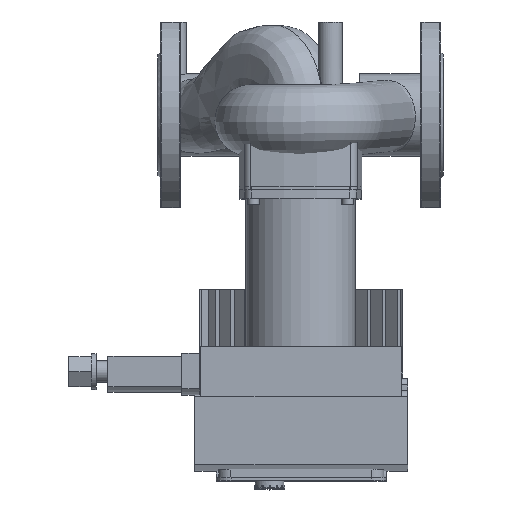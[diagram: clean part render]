
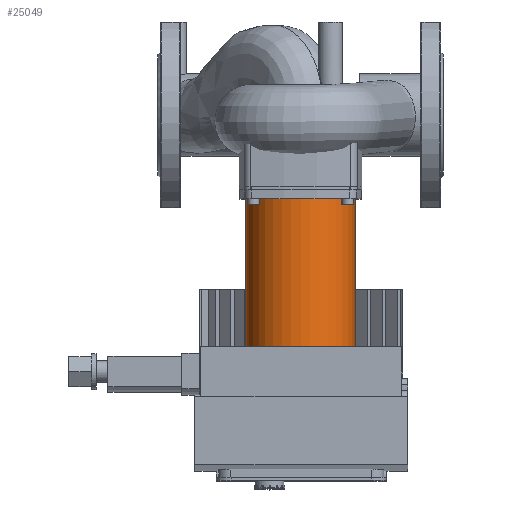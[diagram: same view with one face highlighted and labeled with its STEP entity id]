
A CAD part, top view. The second image highlights one B-rep face of the part: STEP entity #25049.
In plain terms, the highlighted cylindrical face has radius 46 mm (diameter 92 mm), a full revolution.
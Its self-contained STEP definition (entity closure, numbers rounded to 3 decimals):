
#231=FACE_BOUND('',#8729,.T.);
#5622=CYLINDRICAL_SURFACE('',#27512,46.);
#7204=FACE_OUTER_BOUND('',#8728,.T.);
#8728=EDGE_LOOP('',(#22568));
#8729=EDGE_LOOP('',(#22569));
#9774=CIRCLE('',#27513,46.);
#9775=CIRCLE('',#27514,46.);
#11961=VERTEX_POINT('',#64144);
#11962=VERTEX_POINT('',#64146);
#15517=EDGE_CURVE('',#11961,#11961,#9774,.T.);
#15518=EDGE_CURVE('',#11962,#11962,#9775,.T.);
#22568=ORIENTED_EDGE('',*,*,#15517,.T.);
#22569=ORIENTED_EDGE('',*,*,#15518,.F.);
#25049=ADVANCED_FACE('',(#7204,#231),#5622,.T.);
#27512=AXIS2_PLACEMENT_3D('',#64143,#34559,#34560);
#27513=AXIS2_PLACEMENT_3D('',#64145,#34561,#34562);
#27514=AXIS2_PLACEMENT_3D('',#64147,#34563,#34564);
#34559=DIRECTION('center_axis',(0.,-1.,0.));
#34560=DIRECTION('ref_axis',(-1.,0.,0.));
#34561=DIRECTION('center_axis',(0.,1.,0.));
#34562=DIRECTION('ref_axis',(-1.,0.,0.));
#34563=DIRECTION('center_axis',(0.,1.,0.));
#34564=DIRECTION('ref_axis',(-1.,0.,0.));
#64143=CARTESIAN_POINT('Origin',(120.,-70.5,130.));
#64144=CARTESIAN_POINT('',(166.,-195.,130.));
#64145=CARTESIAN_POINT('Origin',(120.,-195.,130.));
#64146=CARTESIAN_POINT('',(120.,-70.5,84.));
#64147=CARTESIAN_POINT('Origin',(120.,-70.5,130.));
